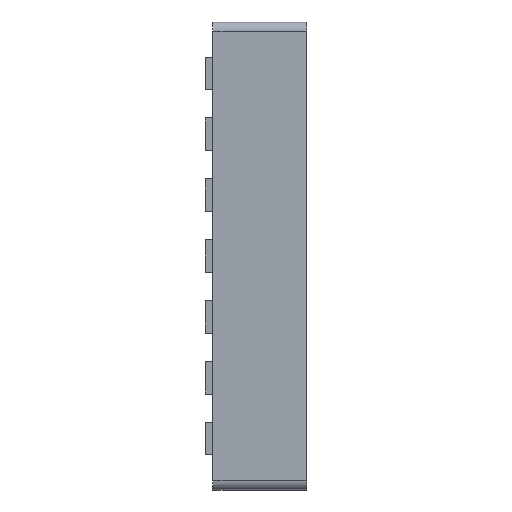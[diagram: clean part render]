
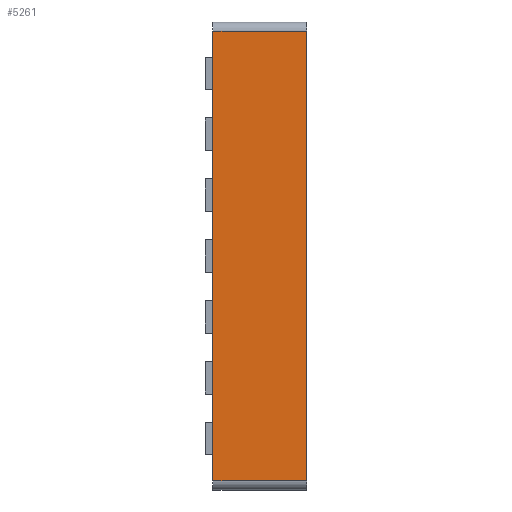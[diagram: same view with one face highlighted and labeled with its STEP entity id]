
A CAD part, left-side view. The second image highlights one B-rep face of the part: STEP entity #5261.
In plain terms, the highlighted planar face has unit normal (-1, 0, 0).
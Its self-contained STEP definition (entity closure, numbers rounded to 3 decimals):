
#139=PLANE('',#5441);
#438=FACE_OUTER_BOUND('',#752,.T.);
#752=EDGE_LOOP('',(#4550,#4551,#4552,#4553));
#1114=LINE('',#10160,#1564);
#1116=LINE('',#10171,#1566);
#1120=LINE('',#10181,#1570);
#1126=LINE('',#10197,#1576);
#1564=VECTOR('',#5917,10.);
#1566=VECTOR('',#5931,10.);
#1570=VECTOR('',#5941,10.);
#1576=VECTOR('',#5959,10.);
#2443=VERTEX_POINT('',#10146);
#2449=VERTEX_POINT('',#10158);
#2452=VERTEX_POINT('',#10170);
#2455=VERTEX_POINT('',#10180);
#3162=EDGE_CURVE('',#2449,#2443,#1114,.T.);
#3166=EDGE_CURVE('',#2443,#2452,#1116,.T.);
#3171=EDGE_CURVE('',#2452,#2455,#1120,.T.);
#3180=EDGE_CURVE('',#2455,#2449,#1126,.T.);
#4550=ORIENTED_EDGE('',*,*,#3166,.F.);
#4551=ORIENTED_EDGE('',*,*,#3162,.F.);
#4552=ORIENTED_EDGE('',*,*,#3180,.F.);
#4553=ORIENTED_EDGE('',*,*,#3171,.F.);
#5261=ADVANCED_FACE('',(#438),#139,.F.);
#5441=AXIS2_PLACEMENT_3D('',#10198,#5960,#5961);
#5917=DIRECTION('',(0.,0.,-1.));
#5931=DIRECTION('',(0.,1.,0.));
#5941=DIRECTION('',(0.,0.,1.));
#5959=DIRECTION('',(0.,-1.,0.));
#5960=DIRECTION('center_axis',(1.,0.,0.));
#5961=DIRECTION('ref_axis',(0.,1.,0.));
#10146=CARTESIAN_POINT('',(0.,0.,0.1));
#10158=CARTESIAN_POINT('',(0.,0.,4.9));
#10160=CARTESIAN_POINT('',(0.,0.,2.5));
#10170=CARTESIAN_POINT('',(0.,1.,0.1));
#10171=CARTESIAN_POINT('',(0.,0.5,0.1));
#10180=CARTESIAN_POINT('',(0.,1.,4.9));
#10181=CARTESIAN_POINT('',(0.,1.,2.5));
#10197=CARTESIAN_POINT('',(0.,0.5,4.9));
#10198=CARTESIAN_POINT('Origin',(0.,0.5,2.5));
